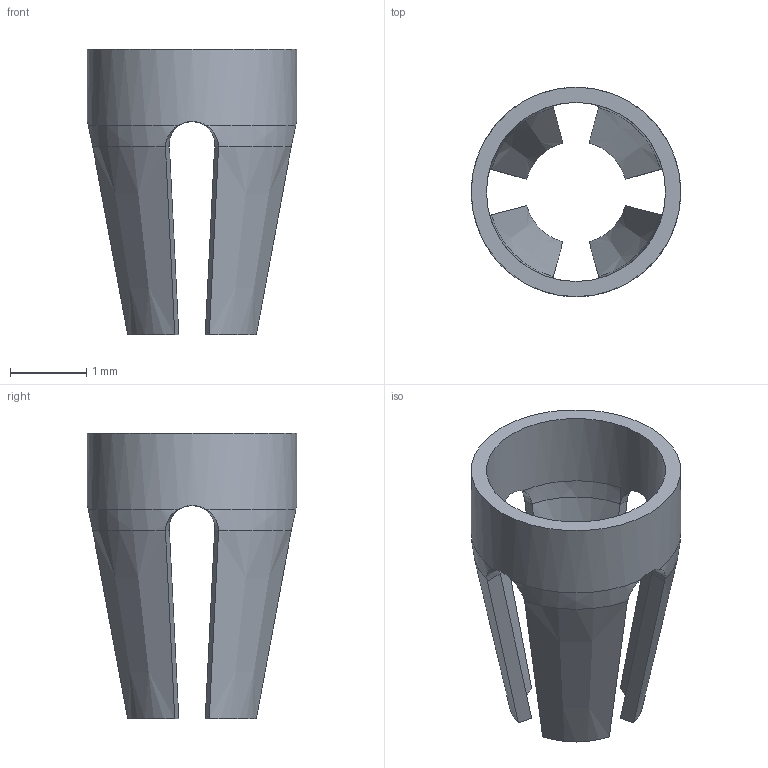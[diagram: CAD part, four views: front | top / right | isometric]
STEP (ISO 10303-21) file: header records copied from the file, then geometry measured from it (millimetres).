
FILE_DESCRIPTION(/* description */ (''),/* implementation_level */ '2;1');
FILE_NAME(/* name */ 'MpinContact_Large v2.step',/* time_stamp */ '2024-07-03T17:46:07-04:00',/* author */ (''),/* organization */ (''),/* preprocessor_version */ 'ST-DEVELOPER v20',/* originating_system */ 'Autodesk Translation Framework v13.14.0.145',/* authorisation */ '');
FILE_SCHEMA (('AUTOMOTIVE_DESIGN { 1 0 10303 214 3 1 1 }'));
Length unit declared in the file: millimetre
Products named in the file (1): MpinContact_Large
Bounding box: 2.75 x 2.75 x 3.75 mm (x, y, z)
Volume: 4 mm3; surface area: 47.5 mm2
Topology: 1 solids, 1 shells, 35 faces, 102 edges, 68 vertices
Faces by surface type: plane 13, cone 12, bspline 8, cylinder 2
Full cylindrical faces by diameter (mm): 2.35 x1, 2.75 x1
Entity records: 1441 total; most frequent: CARTESIAN_POINT 512, ORIENTED_EDGE 204, DIRECTION 176, EDGE_CURVE 102, AXIS2_PLACEMENT_3D 70, VERTEX_POINT 68, LINE 36, VECTOR 36
